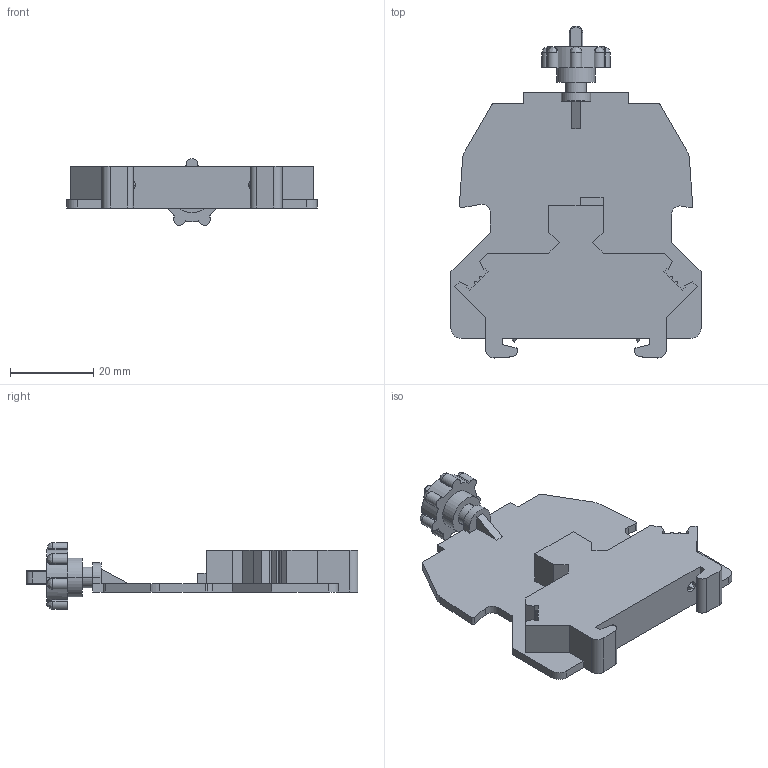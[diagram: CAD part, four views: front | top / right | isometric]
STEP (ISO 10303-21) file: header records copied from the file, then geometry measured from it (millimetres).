
FILE_DESCRIPTION((''),'2;1');
FILE_NAME('5YB043010_ASM','2021-08-31T',('Administrator'),(''),'PRO/ENGINEER BY PARAMETRIC TECHNOLOGY CORPORATION, 2013230','PRO/ENGINEER BY PARAMETRIC TECHNOLOGY CORPORATION, 2013230','');
FILE_SCHEMA(('AUTOMOTIVE_DESIGN { 1 0 10303 214 1 1 1 1 }'));
Length unit declared in the file: millimetre
Products named in the file (1): 5YB043010_ASM
Bounding box: 60 x 79.66 x 16.02 mm (x, y, z)
Volume: 16311.7 mm3; surface area: 10144.9 mm2
Topology: 1 solids, 1 shells, 340 faces, 951 edges, 607 vertices
Faces by surface type: plane 144, cylinder 123, bspline 37, cone 26, torus 10
Entity records: 18128 total; most frequent: CARTESIAN_POINT 8584, ORIENTED_EDGE 1872, DIRECTION 1546, EDGE_CURVE 936, VERTEX_POINT 607, AXIS2_PLACEMENT_3D 523, VECTOR 500, LINE 500
